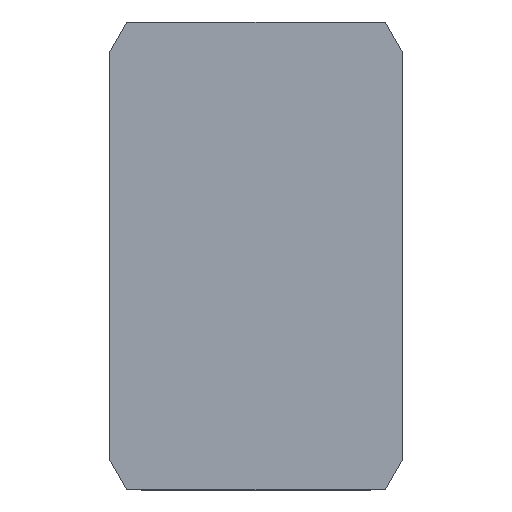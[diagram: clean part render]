
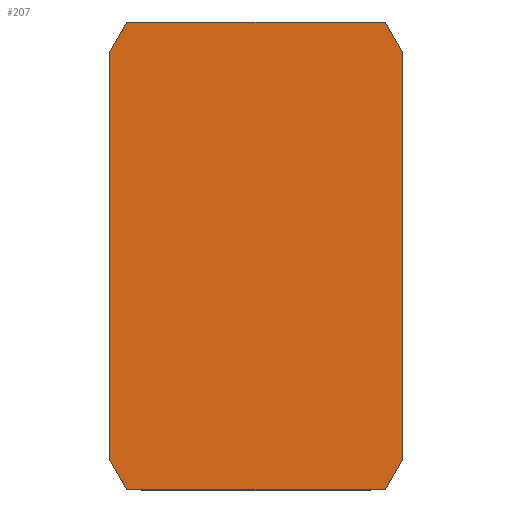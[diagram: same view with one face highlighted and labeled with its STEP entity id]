
A CAD part, top view. The second image highlights one B-rep face of the part: STEP entity #207.
In plain terms, the highlighted planar face has unit normal (0, 0, 1).
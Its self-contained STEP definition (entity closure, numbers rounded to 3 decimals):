
#131=VERTEX_POINT('',#346);
#145=EDGE_CURVE('',#163,#149,#361,.T.);
#149=VERTEX_POINT('',#365);
#163=VERTEX_POINT('',#381);
#167=EDGE_CURVE('',#255,#163,#385,.T.);
#179=EDGE_CURVE('',#149,#183,#400,.T.);
#183=VERTEX_POINT('',#404);
#207=ADVANCED_FACE('',(#431),#432,.T.);
#215=EDGE_CURVE('',#183,#131,#440,.T.);
#219=EDGE_CURVE('',#259,#255,#444,.T.);
#253=EDGE_CURVE('',#289,#259,#483,.T.);
#255=VERTEX_POINT('',#485);
#259=VERTEX_POINT('',#489);
#277=EDGE_CURVE('',#311,#289,#507,.T.);
#289=VERTEX_POINT('',#520);
#311=VERTEX_POINT('',#542);
#313=EDGE_CURVE('',#131,#311,#544,.T.);
#346=CARTESIAN_POINT('',(8.845,-16.,5.5));
#361=LINE('',#592,#593);
#365=CARTESIAN_POINT('',(10.0,14.0,5.5));
#381=CARTESIAN_POINT('',(8.845,16.0,5.5));
#385=LINE('',#628,#629);
#400=LINE('',#647,#648);
#404=CARTESIAN_POINT('',(10.0,-14.0,5.5));
#431=FACE_OUTER_BOUND('',#693,.T.);
#432=PLANE('',#694);
#440=LINE('',#707,#708);
#444=LINE('',#713,#714);
#483=LINE('',#763,#764);
#485=CARTESIAN_POINT('',(-8.845,16.0,5.5));
#489=CARTESIAN_POINT('',(-10.0,14.0,5.5));
#507=LINE('',#799,#800);
#520=CARTESIAN_POINT('',(-10.0,-14.,5.5));
#542=CARTESIAN_POINT('',(-8.845,-16.,5.5));
#544=LINE('',#856,#857);
#592=CARTESIAN_POINT('',(10.0,14.0,5.5));
#593=VECTOR('',#894,1.0);
#628=CARTESIAN_POINT('',(8.845,16.0,5.5));
#629=VECTOR('',#920,1.0);
#647=CARTESIAN_POINT('',(10.0,-14.0,5.5));
#648=VECTOR('',#946,1.0);
#693=EDGE_LOOP('',(#983,#984,#985,#986,#987,#988,#989,#990));
#694=AXIS2_PLACEMENT_3D('',#991,#992,#993);
#707=CARTESIAN_POINT('',(8.845,-16.,5.5));
#708=VECTOR('',#996,1.0);
#713=CARTESIAN_POINT('',(-8.845,16.0,5.5));
#714=VECTOR('',#997,1.0);
#763=CARTESIAN_POINT('',(-10.0,14.0,5.5));
#764=VECTOR('',#1048,1.0);
#799=CARTESIAN_POINT('',(-10.0,-14.,5.5));
#800=VECTOR('',#1054,1.0);
#856=CARTESIAN_POINT('',(-8.845,-16.,5.5));
#857=VECTOR('',#1076,1.0);
#894=DIRECTION('',(0.5,-0.866,0.0));
#920=DIRECTION('',(1.0,0.0,0.0));
#946=DIRECTION('',(0.0,-1.0,0.0));
#983=ORIENTED_EDGE('',*,*,#215,.F.);
#984=ORIENTED_EDGE('',*,*,#179,.F.);
#985=ORIENTED_EDGE('',*,*,#145,.F.);
#986=ORIENTED_EDGE('',*,*,#167,.F.);
#987=ORIENTED_EDGE('',*,*,#219,.F.);
#988=ORIENTED_EDGE('',*,*,#253,.F.);
#989=ORIENTED_EDGE('',*,*,#277,.F.);
#990=ORIENTED_EDGE('',*,*,#313,.F.);
#991=CARTESIAN_POINT('',(0.,0.,5.5));
#992=DIRECTION('',(0.0,0.0,1.0));
#993=DIRECTION('',(1.0,0.0,0.0));
#996=DIRECTION('',(-0.5,-0.866,0.0));
#997=DIRECTION('',(0.5,0.866,0.0));
#1048=DIRECTION('',(0.0,1.0,0.0));
#1054=DIRECTION('',(-0.5,0.866,0.0));
#1076=DIRECTION('',(-1.0,0.0,0.0));
